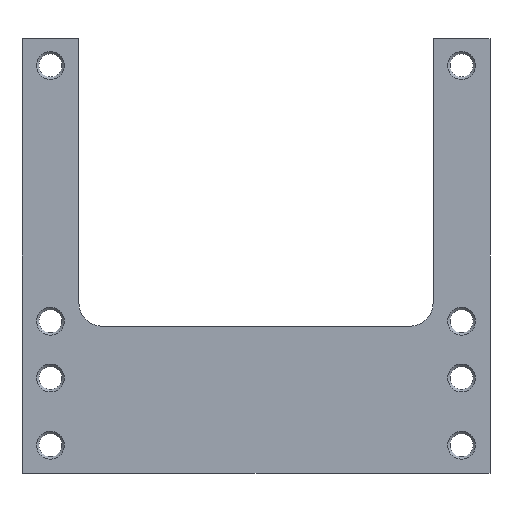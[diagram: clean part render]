
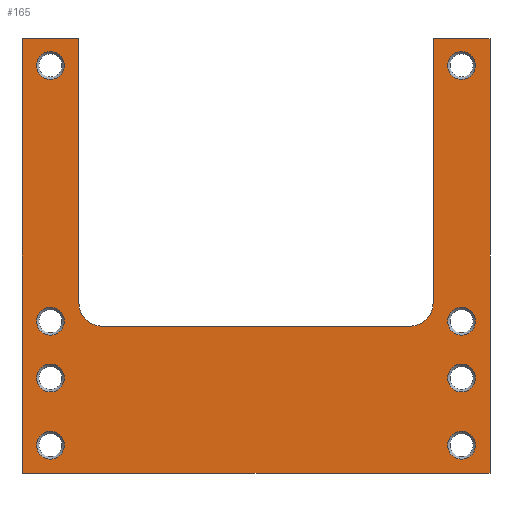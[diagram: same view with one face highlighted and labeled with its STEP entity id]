
A CAD part, front view. The second image highlights one B-rep face of the part: STEP entity #165.
In plain terms, the highlighted planar face has unit normal (0, -1, 0).
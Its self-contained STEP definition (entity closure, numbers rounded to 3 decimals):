
#65=FACE_BOUND('',#230,.T.);
#66=FACE_BOUND('',#231,.T.);
#67=FACE_BOUND('',#232,.T.);
#68=FACE_BOUND('',#233,.T.);
#69=FACE_BOUND('',#234,.T.);
#70=FACE_BOUND('',#235,.T.);
#71=FACE_BOUND('',#236,.T.);
#72=FACE_BOUND('',#237,.T.);
#73=FACE_BOUND('',#238,.T.);
#131=CIRCLE('',#633,2.083);
#132=CIRCLE('',#634,2.083);
#133=CIRCLE('',#635,2.083);
#134=CIRCLE('',#636,2.083);
#135=CIRCLE('',#637,2.083);
#136=CIRCLE('',#638,2.083);
#137=CIRCLE('',#639,2.083);
#138=CIRCLE('',#640,2.083);
#139=CIRCLE('',#641,3.5);
#140=CIRCLE('',#642,3.5);
#165=ADVANCED_FACE('',(#65,#66,#67,#68,#69,#70,#71,#72,#73),#203,.T.);
#203=PLANE('',#643);
#230=EDGE_LOOP('',(#314));
#231=EDGE_LOOP('',(#315));
#232=EDGE_LOOP('',(#316));
#233=EDGE_LOOP('',(#317));
#234=EDGE_LOOP('',(#318));
#235=EDGE_LOOP('',(#319));
#236=EDGE_LOOP('',(#320));
#237=EDGE_LOOP('',(#321));
#238=EDGE_LOOP('',(#322,#323,#324,#325,#326,#327,#328,#329,#330,#331));
#314=ORIENTED_EDGE('',*,*,#505,.F.);
#315=ORIENTED_EDGE('',*,*,#506,.F.);
#316=ORIENTED_EDGE('',*,*,#507,.F.);
#317=ORIENTED_EDGE('',*,*,#508,.F.);
#318=ORIENTED_EDGE('',*,*,#509,.F.);
#319=ORIENTED_EDGE('',*,*,#510,.F.);
#320=ORIENTED_EDGE('',*,*,#511,.F.);
#321=ORIENTED_EDGE('',*,*,#512,.F.);
#322=ORIENTED_EDGE('',*,*,#513,.T.);
#323=ORIENTED_EDGE('',*,*,#514,.F.);
#324=ORIENTED_EDGE('',*,*,#515,.T.);
#325=ORIENTED_EDGE('',*,*,#516,.F.);
#326=ORIENTED_EDGE('',*,*,#517,.T.);
#327=ORIENTED_EDGE('',*,*,#497,.T.);
#328=ORIENTED_EDGE('',*,*,#518,.T.);
#329=ORIENTED_EDGE('',*,*,#519,.T.);
#330=ORIENTED_EDGE('',*,*,#520,.T.);
#331=ORIENTED_EDGE('',*,*,#521,.T.);
#438=VERTEX_POINT('',#885);
#441=VERTEX_POINT('',#890);
#448=VERTEX_POINT('',#908);
#449=VERTEX_POINT('',#910);
#450=VERTEX_POINT('',#912);
#451=VERTEX_POINT('',#914);
#452=VERTEX_POINT('',#916);
#453=VERTEX_POINT('',#918);
#454=VERTEX_POINT('',#920);
#455=VERTEX_POINT('',#922);
#456=VERTEX_POINT('',#924);
#457=VERTEX_POINT('',#925);
#458=VERTEX_POINT('',#927);
#459=VERTEX_POINT('',#929);
#460=VERTEX_POINT('',#931);
#461=VERTEX_POINT('',#934);
#462=VERTEX_POINT('',#936);
#463=VERTEX_POINT('',#938);
#497=EDGE_CURVE('',#438,#441,#565,.T.);
#505=EDGE_CURVE('',#448,#448,#131,.T.);
#506=EDGE_CURVE('',#449,#449,#132,.T.);
#507=EDGE_CURVE('',#450,#450,#133,.T.);
#508=EDGE_CURVE('',#451,#451,#134,.T.);
#509=EDGE_CURVE('',#452,#452,#135,.T.);
#510=EDGE_CURVE('',#453,#453,#136,.T.);
#511=EDGE_CURVE('',#454,#454,#137,.T.);
#512=EDGE_CURVE('',#455,#455,#138,.T.);
#513=EDGE_CURVE('',#456,#457,#569,.T.);
#514=EDGE_CURVE('',#458,#457,#139,.T.);
#515=EDGE_CURVE('',#458,#459,#570,.T.);
#516=EDGE_CURVE('',#460,#459,#140,.T.);
#517=EDGE_CURVE('',#460,#438,#571,.T.);
#518=EDGE_CURVE('',#441,#461,#572,.T.);
#519=EDGE_CURVE('',#461,#462,#573,.T.);
#520=EDGE_CURVE('',#462,#463,#574,.T.);
#521=EDGE_CURVE('',#463,#456,#575,.T.);
#565=LINE('',#891,#597);
#569=LINE('',#923,#601);
#570=LINE('',#928,#602);
#571=LINE('',#932,#603);
#572=LINE('',#933,#604);
#573=LINE('',#935,#605);
#574=LINE('',#937,#606);
#575=LINE('',#939,#607);
#597=VECTOR('',#706,1.);
#601=VECTOR('',#738,1.);
#602=VECTOR('',#741,1.);
#603=VECTOR('',#744,1.);
#604=VECTOR('',#745,1.);
#605=VECTOR('',#746,1.);
#606=VECTOR('',#747,1.);
#607=VECTOR('',#748,1.);
#633=AXIS2_PLACEMENT_3D('',#907,#722,#723);
#634=AXIS2_PLACEMENT_3D('',#909,#724,#725);
#635=AXIS2_PLACEMENT_3D('',#911,#726,#727);
#636=AXIS2_PLACEMENT_3D('',#913,#728,#729);
#637=AXIS2_PLACEMENT_3D('',#915,#730,#731);
#638=AXIS2_PLACEMENT_3D('',#917,#732,#733);
#639=AXIS2_PLACEMENT_3D('',#919,#734,#735);
#640=AXIS2_PLACEMENT_3D('',#921,#736,#737);
#641=AXIS2_PLACEMENT_3D('',#926,#739,#740);
#642=AXIS2_PLACEMENT_3D('',#930,#742,#743);
#643=AXIS2_PLACEMENT_3D('',#940,#749,#750);
#706=DIRECTION('',(-1.,0.,0.));
#722=DIRECTION('',(0.,-1.,0.));
#723=DIRECTION('',(0.,0.,1.));
#724=DIRECTION('',(0.,-1.,0.));
#725=DIRECTION('',(0.,0.,1.));
#726=DIRECTION('',(0.,-1.,0.));
#727=DIRECTION('',(0.,0.,1.));
#728=DIRECTION('',(0.,-1.,0.));
#729=DIRECTION('',(0.,0.,1.));
#730=DIRECTION('',(0.,-1.,0.));
#731=DIRECTION('',(0.,0.,1.));
#732=DIRECTION('',(0.,-1.,0.));
#733=DIRECTION('',(0.,0.,1.));
#734=DIRECTION('',(0.,-1.,0.));
#735=DIRECTION('',(0.,0.,1.));
#736=DIRECTION('',(0.,-1.,0.));
#737=DIRECTION('',(0.,0.,1.));
#738=DIRECTION('',(0.,0.,-1.));
#739=DIRECTION('',(0.,-1.,0.));
#740=DIRECTION('',(0.,0.,1.));
#741=DIRECTION('',(-1.,0.,0.));
#742=DIRECTION('',(0.,-1.,0.));
#743=DIRECTION('',(0.,0.,1.));
#744=DIRECTION('',(0.,0.,1.));
#745=DIRECTION('',(0.,0.,-1.));
#746=DIRECTION('',(1.,0.,0.));
#747=DIRECTION('',(0.,0.,1.));
#748=DIRECTION('',(-1.,0.,0.));
#749=DIRECTION('',(0.,-1.,0.));
#750=DIRECTION('',(0.,0.,1.));
#885=CARTESIAN_POINT('',(-26.5,5.,8.));
#890=CARTESIAN_POINT('',(-35.,5.,8.));
#891=CARTESIAN_POINT('',(-35.,5.,8.));
#907=CARTESIAN_POINT('',(30.75,5.,4.));
#908=CARTESIAN_POINT('',(30.75,5.,6.083));
#909=CARTESIAN_POINT('',(-30.75,5.,4.));
#910=CARTESIAN_POINT('',(-30.75,5.,6.083));
#911=CARTESIAN_POINT('',(30.75,5.,-52.8));
#912=CARTESIAN_POINT('',(30.75,5.,-50.717));
#913=CARTESIAN_POINT('',(30.75,5.,-34.25));
#914=CARTESIAN_POINT('',(30.75,5.,-32.167));
#915=CARTESIAN_POINT('',(30.75,5.,-42.75));
#916=CARTESIAN_POINT('',(30.75,5.,-40.667));
#917=CARTESIAN_POINT('',(-30.75,5.,-34.25));
#918=CARTESIAN_POINT('',(-30.75,5.,-32.167));
#919=CARTESIAN_POINT('',(-30.75,5.,-42.75));
#920=CARTESIAN_POINT('',(-30.75,5.,-40.667));
#921=CARTESIAN_POINT('',(-30.75,5.,-52.8));
#922=CARTESIAN_POINT('',(-30.75,5.,-50.717));
#923=CARTESIAN_POINT('',(26.5,5.,8.));
#924=CARTESIAN_POINT('',(26.5,5.,8.));
#925=CARTESIAN_POINT('',(26.5,5.,-31.5));
#926=CARTESIAN_POINT('',(23.,5.,-31.5));
#927=CARTESIAN_POINT('',(23.,5.,-35.));
#928=CARTESIAN_POINT('',(23.,5.,-35.));
#929=CARTESIAN_POINT('',(-23.,5.,-35.));
#930=CARTESIAN_POINT('',(-23.,5.,-31.5));
#931=CARTESIAN_POINT('',(-26.5,5.,-31.5));
#932=CARTESIAN_POINT('',(-26.5,5.,-31.5));
#933=CARTESIAN_POINT('',(-35.,5.,-57.));
#934=CARTESIAN_POINT('',(-35.,5.,-57.));
#935=CARTESIAN_POINT('',(35.,5.,-57.));
#936=CARTESIAN_POINT('',(35.,5.,-57.));
#937=CARTESIAN_POINT('',(35.,5.,8.));
#938=CARTESIAN_POINT('',(35.,5.,8.));
#939=CARTESIAN_POINT('',(-35.,5.,8.));
#940=CARTESIAN_POINT('',(0.,5.,0.));
